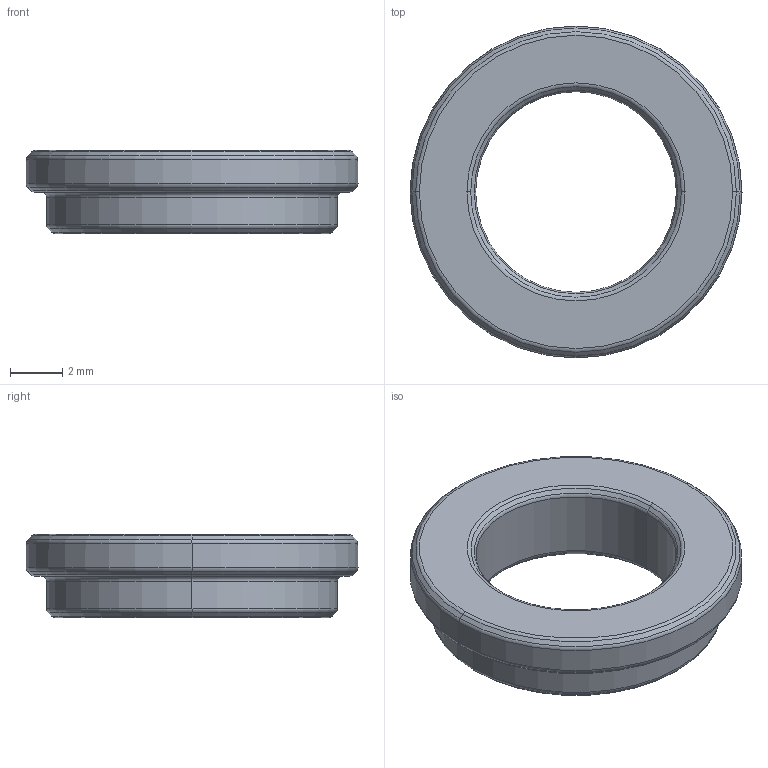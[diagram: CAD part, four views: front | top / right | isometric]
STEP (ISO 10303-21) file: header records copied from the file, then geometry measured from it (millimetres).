
FILE_DESCRIPTION (( 'STEP AP214' ), '1' );
FILE_NAME ('276-7582-001 Rev1.STEP', '2020-06-22T21:47:16', ( '' ), ( '' ), 'SwSTEP 2.0', 'SolidWorks 2019', '' );
FILE_SCHEMA (( 'AUTOMOTIVE_DESIGN' ));
Length unit declared in the file: millimetre
Products named in the file (1): 276-7582-001 Rev1
Bounding box: 12.69 x 12.69 x 3.17 mm (x, y, z)
Volume: 202.4 mm3; surface area: 325.3 mm2
Topology: 1 solids, 1 shells, 41 faces, 82 edges, 44 vertices
Faces by surface type: torus 22, cone 12, cylinder 4, plane 3
Entity records: 1104 total; most frequent: DIRECTION 232, CARTESIAN_POINT 168, ORIENTED_EDGE 164, AXIS2_PLACEMENT_3D 108, EDGE_CURVE 82, CIRCLE 66, VERTEX_POINT 44, EDGE_LOOP 44
